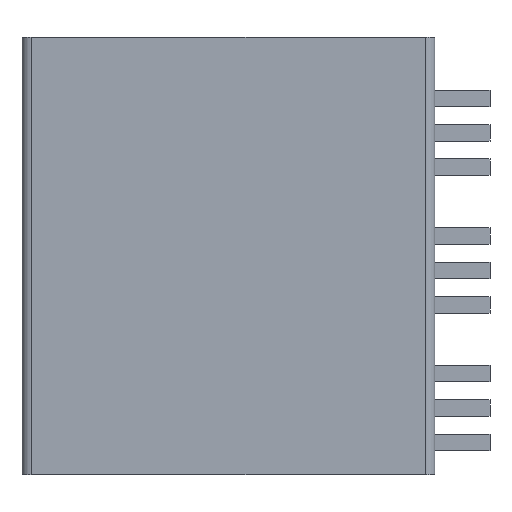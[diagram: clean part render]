
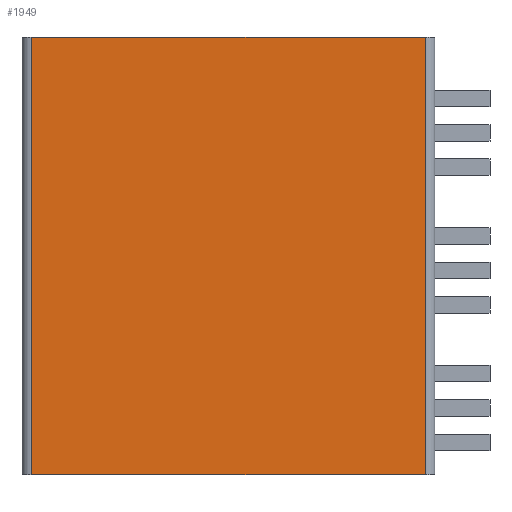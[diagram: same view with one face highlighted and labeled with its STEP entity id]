
A CAD part, left-side view. The second image highlights one B-rep face of the part: STEP entity #1949.
In plain terms, the highlighted planar face has unit normal (-1, 0, 0).
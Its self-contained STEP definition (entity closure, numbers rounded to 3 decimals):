
#15=DIRECTION('',(0.,-1.,0.));
#16=VECTOR('',#15,28.6);
#17=CARTESIAN_POINT('',(-14.5,14.3,-27.35));
#18=LINE('',#17,#16);
#269=DIRECTION('',(0.,0.,1.));
#270=VECTOR('',#269,31.8);
#271=CARTESIAN_POINT('',(-14.5,-14.3,-27.35));
#272=LINE('',#271,#270);
#273=DIRECTION('',(0.,0.,1.));
#274=VECTOR('',#273,31.8);
#275=CARTESIAN_POINT('',(-14.5,14.3,-27.35));
#276=LINE('',#275,#274);
#308=DIRECTION('',(0.,-1.,0.));
#309=VECTOR('',#308,28.6);
#310=CARTESIAN_POINT('',(-14.5,14.3,4.45));
#311=LINE('',#310,#309);
#1326=CARTESIAN_POINT('',(-14.5,-14.3,-27.35));
#1328=VERTEX_POINT('',#1326);
#1329=CARTESIAN_POINT('',(-14.5,14.3,-27.35));
#1331=VERTEX_POINT('',#1329);
#1339=CARTESIAN_POINT('',(-14.5,14.3,4.45));
#1340=VERTEX_POINT('',#1339);
#1341=CARTESIAN_POINT('',(-14.5,-14.3,4.45));
#1342=VERTEX_POINT('',#1341);
#1936=CARTESIAN_POINT('',(-14.5,15.,-27.35));
#1937=DIRECTION('',(-1.,0.,0.));
#1938=DIRECTION('',(0.,-1.,0.));
#1939=AXIS2_PLACEMENT_3D('',#1936,#1937,#1938);
#1940=PLANE('',#1939);
#1942=ORIENTED_EDGE('',*,*,#1941,.T.);
#1944=ORIENTED_EDGE('',*,*,#1943,.T.);
#1945=ORIENTED_EDGE('',*,*,#1927,.F.);
#1946=ORIENTED_EDGE('',*,*,#1690,.F.);
#1947=EDGE_LOOP('',(#1942,#1944,#1945,#1946));
#1948=FACE_OUTER_BOUND('',#1947,.F.);
#1949=ADVANCED_FACE('',(#1948),#1940,.T.);
#1690=EDGE_CURVE('',#1331,#1328,#18,.T.);
#1927=EDGE_CURVE('',#1328,#1342,#272,.T.);
#1941=EDGE_CURVE('',#1331,#1340,#276,.T.);
#1943=EDGE_CURVE('',#1340,#1342,#311,.T.);
